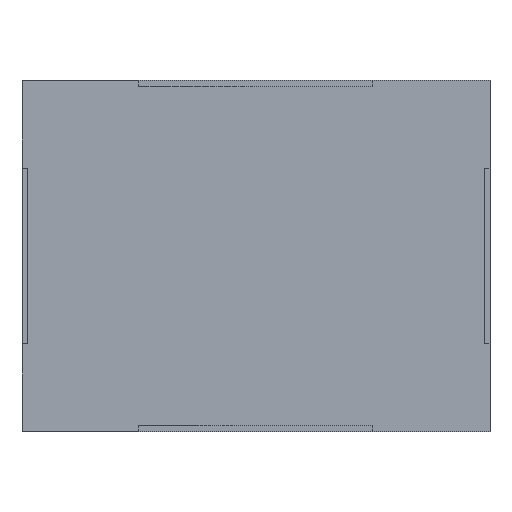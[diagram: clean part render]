
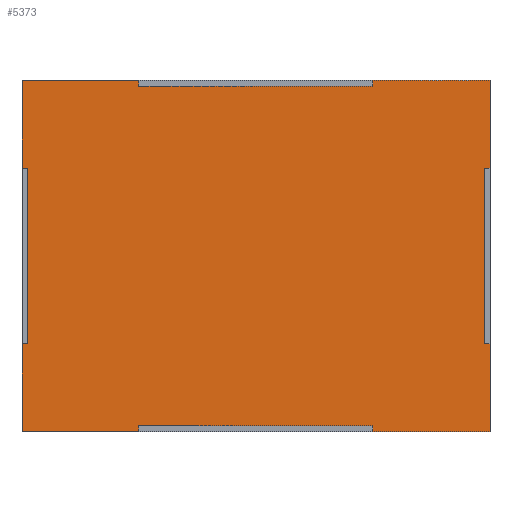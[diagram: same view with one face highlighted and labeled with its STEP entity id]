
A CAD part, front view. The second image highlights one B-rep face of the part: STEP entity #5373.
In plain terms, the highlighted planar face has unit normal (0, -1, 0).
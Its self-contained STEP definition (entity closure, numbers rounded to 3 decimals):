
#529=FACE_OUTER_BOUND('',#827,.T.);
#827=EDGE_LOOP('',(#4795,#4796,#4797,#4798,#4799,#4800,#4801,#4802,#4803,
#4804,#4805,#4806,#4807,#4808,#4809,#4810,#4811,#4812,#4813,#4814));
#1416=LINE('',#9298,#2046);
#1422=LINE('',#9310,#2052);
#1425=LINE('',#9316,#2055);
#1426=LINE('',#9319,#2056);
#1429=LINE('',#9325,#2059);
#1430=LINE('',#9327,#2060);
#1431=LINE('',#9329,#2061);
#1432=LINE('',#9331,#2062);
#1433=LINE('',#9333,#2063);
#1434=LINE('',#9335,#2064);
#1435=LINE('',#9337,#2065);
#1436=LINE('',#9339,#2066);
#1437=LINE('',#9341,#2067);
#1438=LINE('',#9343,#2068);
#1439=LINE('',#9345,#2069);
#1440=LINE('',#9347,#2070);
#1441=LINE('',#9348,#2071);
#1442=LINE('',#9350,#2072);
#1443=LINE('',#9352,#2073);
#1444=LINE('',#9353,#2074);
#2046=VECTOR('',#6661,10.);
#2052=VECTOR('',#6669,10.);
#2055=VECTOR('',#6674,10.);
#2056=VECTOR('',#6677,10.);
#2059=VECTOR('',#6682,10.);
#2060=VECTOR('',#6683,10.);
#2061=VECTOR('',#6684,10.);
#2062=VECTOR('',#6685,10.);
#2063=VECTOR('',#6686,10.);
#2064=VECTOR('',#6687,10.);
#2065=VECTOR('',#6688,10.);
#2066=VECTOR('',#6689,10.);
#2067=VECTOR('',#6690,10.);
#2068=VECTOR('',#6691,10.);
#2069=VECTOR('',#6692,10.);
#2070=VECTOR('',#6693,10.);
#2071=VECTOR('',#6694,10.);
#2072=VECTOR('',#6695,10.);
#2073=VECTOR('',#6696,10.);
#2074=VECTOR('',#6697,10.);
#2573=VERTEX_POINT('',#9294);
#2575=VERTEX_POINT('',#9297);
#2578=VERTEX_POINT('',#9304);
#2580=VERTEX_POINT('',#9308);
#2582=VERTEX_POINT('',#9314);
#2583=VERTEX_POINT('',#9318);
#2585=VERTEX_POINT('',#9324);
#2586=VERTEX_POINT('',#9326);
#2587=VERTEX_POINT('',#9328);
#2588=VERTEX_POINT('',#9330);
#2589=VERTEX_POINT('',#9332);
#2590=VERTEX_POINT('',#9334);
#2591=VERTEX_POINT('',#9336);
#2592=VERTEX_POINT('',#9338);
#2593=VERTEX_POINT('',#9340);
#2594=VERTEX_POINT('',#9342);
#2595=VERTEX_POINT('',#9344);
#2596=VERTEX_POINT('',#9346);
#2597=VERTEX_POINT('',#9349);
#2598=VERTEX_POINT('',#9351);
#3316=EDGE_CURVE('',#2575,#2573,#1416,.T.);
#3322=EDGE_CURVE('',#2578,#2580,#1422,.T.);
#3325=EDGE_CURVE('',#2573,#2582,#1425,.T.);
#3326=EDGE_CURVE('',#2583,#2578,#1426,.T.);
#3329=EDGE_CURVE('',#2582,#2585,#1429,.T.);
#3330=EDGE_CURVE('',#2585,#2586,#1430,.T.);
#3331=EDGE_CURVE('',#2586,#2587,#1431,.T.);
#3332=EDGE_CURVE('',#2587,#2588,#1432,.T.);
#3333=EDGE_CURVE('',#2588,#2589,#1433,.T.);
#3334=EDGE_CURVE('',#2589,#2590,#1434,.T.);
#3335=EDGE_CURVE('',#2590,#2591,#1435,.T.);
#3336=EDGE_CURVE('',#2591,#2592,#1436,.T.);
#3337=EDGE_CURVE('',#2592,#2593,#1437,.T.);
#3338=EDGE_CURVE('',#2593,#2594,#1438,.T.);
#3339=EDGE_CURVE('',#2594,#2595,#1439,.T.);
#3340=EDGE_CURVE('',#2595,#2596,#1440,.T.);
#3341=EDGE_CURVE('',#2596,#2583,#1441,.T.);
#3342=EDGE_CURVE('',#2580,#2597,#1442,.T.);
#3343=EDGE_CURVE('',#2597,#2598,#1443,.T.);
#3344=EDGE_CURVE('',#2598,#2575,#1444,.T.);
#4795=ORIENTED_EDGE('',*,*,#3316,.T.);
#4796=ORIENTED_EDGE('',*,*,#3325,.T.);
#4797=ORIENTED_EDGE('',*,*,#3329,.T.);
#4798=ORIENTED_EDGE('',*,*,#3330,.T.);
#4799=ORIENTED_EDGE('',*,*,#3331,.T.);
#4800=ORIENTED_EDGE('',*,*,#3332,.T.);
#4801=ORIENTED_EDGE('',*,*,#3333,.T.);
#4802=ORIENTED_EDGE('',*,*,#3334,.T.);
#4803=ORIENTED_EDGE('',*,*,#3335,.T.);
#4804=ORIENTED_EDGE('',*,*,#3336,.T.);
#4805=ORIENTED_EDGE('',*,*,#3337,.T.);
#4806=ORIENTED_EDGE('',*,*,#3338,.T.);
#4807=ORIENTED_EDGE('',*,*,#3339,.T.);
#4808=ORIENTED_EDGE('',*,*,#3340,.T.);
#4809=ORIENTED_EDGE('',*,*,#3341,.T.);
#4810=ORIENTED_EDGE('',*,*,#3326,.T.);
#4811=ORIENTED_EDGE('',*,*,#3322,.T.);
#4812=ORIENTED_EDGE('',*,*,#3342,.T.);
#4813=ORIENTED_EDGE('',*,*,#3343,.T.);
#4814=ORIENTED_EDGE('',*,*,#3344,.T.);
#5094=PLANE('',#5659);
#5373=ADVANCED_FACE('',(#529),#5094,.T.);
#5659=AXIS2_PLACEMENT_3D('',#9323,#6680,#6681);
#6661=DIRECTION('',(-1.,0.,0.));
#6669=DIRECTION('',(-1.,0.,0.));
#6674=DIRECTION('',(0.,0.,-1.));
#6677=DIRECTION('',(0.,0.,1.));
#6680=DIRECTION('center_axis',(0.,-1.,0.));
#6681=DIRECTION('ref_axis',(0.,0.,-1.));
#6682=DIRECTION('',(1.,0.,0.));
#6683=DIRECTION('',(0.,0.,-1.));
#6684=DIRECTION('',(-1.,0.,0.));
#6685=DIRECTION('',(0.,0.,-1.));
#6686=DIRECTION('',(1.,0.,0.));
#6687=DIRECTION('',(0.,0.,1.));
#6688=DIRECTION('',(1.,0.,0.));
#6689=DIRECTION('',(0.,0.,-1.));
#6690=DIRECTION('',(1.,0.,0.));
#6691=DIRECTION('',(0.,0.,1.));
#6692=DIRECTION('',(-1.,0.,0.));
#6693=DIRECTION('',(0.,0.,1.));
#6694=DIRECTION('',(1.,0.,0.));
#6695=DIRECTION('',(0.,0.,-1.));
#6696=DIRECTION('',(-1.,0.,0.));
#6697=DIRECTION('',(0.,0.,1.));
#9294=CARTESIAN_POINT('',(-200.,-145.,150.));
#9297=CARTESIAN_POINT('',(-100.,-145.,150.));
#9298=CARTESIAN_POINT('',(115.,-145.,150.));
#9304=CARTESIAN_POINT('',(200.,-145.,150.));
#9308=CARTESIAN_POINT('',(100.,-145.,150.));
#9310=CARTESIAN_POINT('',(115.,-145.,150.));
#9314=CARTESIAN_POINT('',(-200.,-145.,75.));
#9316=CARTESIAN_POINT('',(-200.,-145.,77.5));
#9318=CARTESIAN_POINT('',(200.,-145.,75.));
#9319=CARTESIAN_POINT('',(200.,-145.,-77.5));
#9323=CARTESIAN_POINT('Origin',(0.,-145.,0.));
#9324=CARTESIAN_POINT('',(-195.,-145.,75.));
#9325=CARTESIAN_POINT('',(-112.5,-145.,75.));
#9326=CARTESIAN_POINT('',(-195.,-145.,-75.));
#9327=CARTESIAN_POINT('',(-195.,-145.,0.));
#9328=CARTESIAN_POINT('',(-200.,-145.,-75.));
#9329=CARTESIAN_POINT('',(-112.5,-145.,-75.));
#9330=CARTESIAN_POINT('',(-200.,-145.,-150.));
#9331=CARTESIAN_POINT('',(-200.,-145.,77.5));
#9332=CARTESIAN_POINT('',(-100.,-145.,-150.));
#9333=CARTESIAN_POINT('',(-115.,-145.,-150.));
#9334=CARTESIAN_POINT('',(-100.,-145.,-145.));
#9335=CARTESIAN_POINT('',(-100.,-145.,-77.5));
#9336=CARTESIAN_POINT('',(100.,-145.,-145.));
#9337=CARTESIAN_POINT('',(0.,-145.,-145.));
#9338=CARTESIAN_POINT('',(100.,-145.,-150.));
#9339=CARTESIAN_POINT('',(100.,-145.,-77.5));
#9340=CARTESIAN_POINT('',(200.,-145.,-150.));
#9341=CARTESIAN_POINT('',(-115.,-145.,-150.));
#9342=CARTESIAN_POINT('',(200.,-145.,-75.));
#9343=CARTESIAN_POINT('',(200.,-145.,-77.5));
#9344=CARTESIAN_POINT('',(195.,-145.,-75.));
#9345=CARTESIAN_POINT('',(112.5,-145.,-75.));
#9346=CARTESIAN_POINT('',(195.,-145.,75.));
#9347=CARTESIAN_POINT('',(195.,-145.,0.));
#9348=CARTESIAN_POINT('',(112.5,-145.,75.));
#9349=CARTESIAN_POINT('',(100.,-145.,145.));
#9350=CARTESIAN_POINT('',(100.,-145.,77.5));
#9351=CARTESIAN_POINT('',(-100.,-145.,145.));
#9352=CARTESIAN_POINT('',(0.,-145.,145.));
#9353=CARTESIAN_POINT('',(-100.,-145.,77.5));
